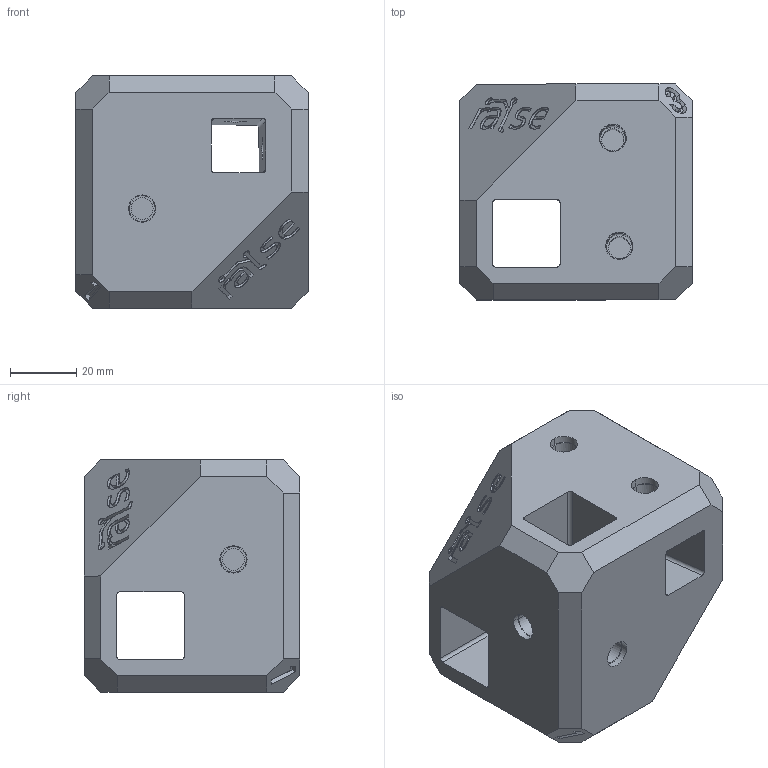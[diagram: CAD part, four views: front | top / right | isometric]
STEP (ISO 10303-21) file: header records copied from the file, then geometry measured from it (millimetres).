
FILE_DESCRIPTION (( 'STEP AP214' ), '1' );
FILE_NAME ('Eckwürfel_links_x4.STEP', '2025-06-04T17:33:42', ( '' ), ( '' ), 'SwSTEP 2.0', 'SolidWorks 2025', '' );
FILE_SCHEMA (( 'AUTOMOTIVE_DESIGN' ));
Length unit declared in the file: millimetre
Products named in the file (1): Eckwürfel_links_x4
Bounding box: 70 x 65 x 70 mm (x, y, z)
Volume: 203957.8 mm3; surface area: 39762.6 mm2
Topology: 1 solids, 1 shells, 1346 faces, 3933 edges, 2622 vertices
Faces by surface type: cylinder 1094, plane 238, bspline 14
Entity records: 50648 total; most frequent: CARTESIAN_POINT 12882, DIRECTION 8706, ORIENTED_EDGE 7866, EDGE_CURVE 3933, AXIS2_PLACEMENT_3D 3503, VERTEX_POINT 2622, CIRCLE 2170, LINE 1700
